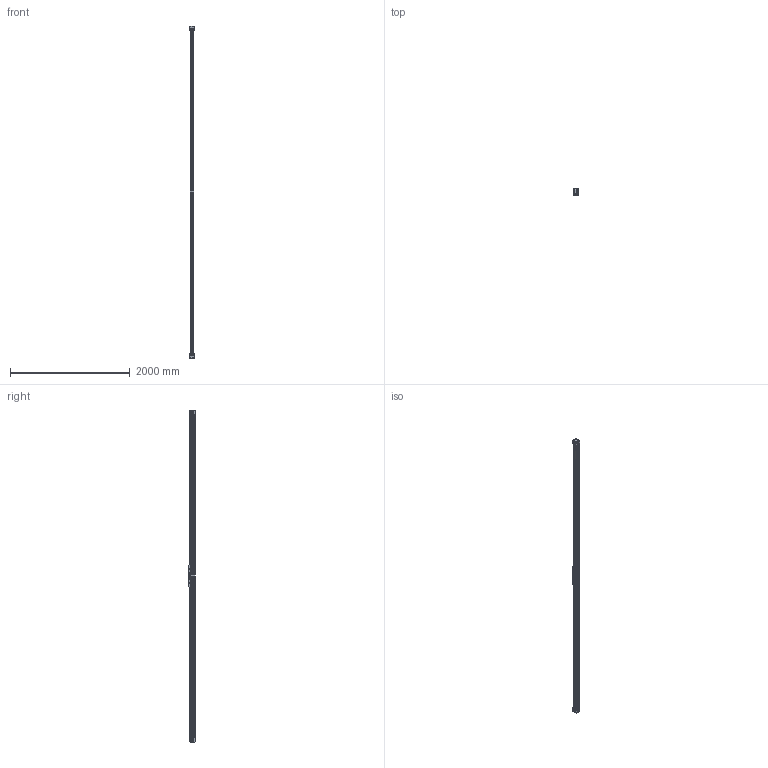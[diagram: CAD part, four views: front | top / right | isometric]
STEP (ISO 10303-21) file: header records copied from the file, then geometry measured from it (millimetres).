
FILE_DESCRIPTION (( 'STEP AP214' ), '1' );
FILE_NAME ('BLM60-5000-5536_Bondy.STEP', '2023-03-15T08:23:51', ( '' ), ( '' ), 'SwSTEP 2.0', 'SolidWorks 2023', '' );
FILE_SCHEMA (( 'AUTOMOTIVE_DESIGN' ));
Length unit declared in the file: millimetre
Products named in the file (1): BLM60-5000-5536_Bondy
Bounding box: 80 x 104 x 5536 mm (x, y, z)
Volume: 18859607.2 mm3; surface area: 3740820 mm2
Topology: 118 solids, 118 shells, 9071 faces, 25892 edges, 17052 vertices
Faces by surface type: plane 5313, cylinder 3390, torus 176, sphere 116, cone 52, bspline 24
Entity records: 399725 total; most frequent: CARTESIAN_POINT 56546, ORIENTED_EDGE 51080, DIRECTION 50774, EDGE_CURVE 25540, VECTOR 18070, LINE 18070, VERTEX_POINT 16940, AXIS2_PLACEMENT_3D 16352
